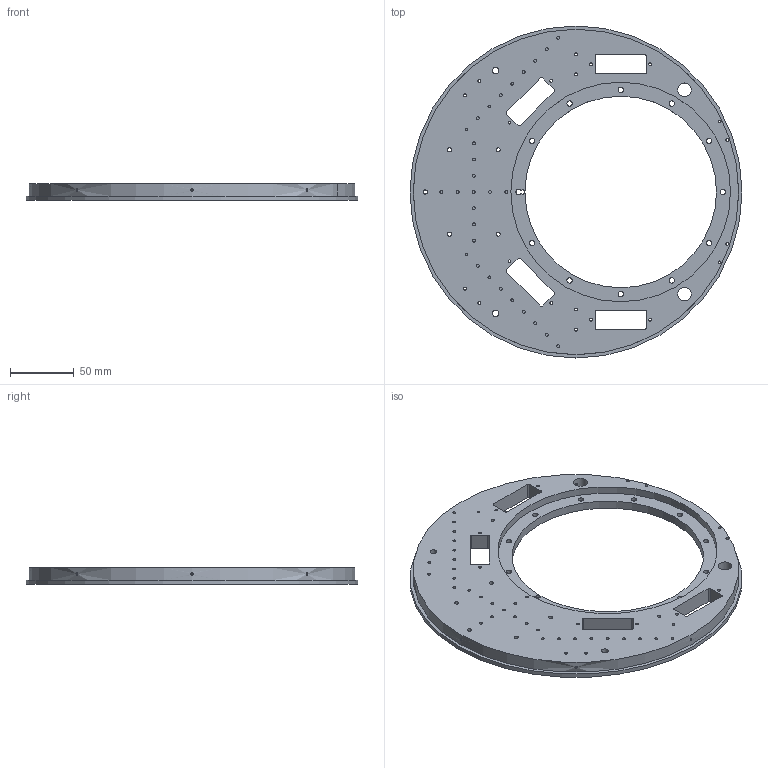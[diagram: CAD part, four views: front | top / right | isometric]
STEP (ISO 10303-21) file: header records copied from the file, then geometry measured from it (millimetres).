
FILE_DESCRIPTION(('Open CASCADE Model'),'2;1');
FILE_NAME('Open CASCADE Shape Model','2021-03-24T17:30:19',('Author'),( 'Open CASCADE'),'Open CASCADE STEP processor 7.5','Open CASCADE 7.5' ,'Unknown');
FILE_SCHEMA(('AUTOMOTIVE_DESIGN { 1 0 10303 214 1 1 1 1 }'));
Length unit declared in the file: millimetre
Products named in the file (1): Open CASCADE STEP translator 7.5 1
Bounding box: 260 x 260 x 12.7 mm (x, y, z)
Volume: 359515.5 mm3; surface area: 93893.8 mm2
Topology: 1 solids, 1 shells, 155 faces, 353 edges, 235 vertices
Faces by surface type: cylinder 99, plane 56
Full cylindrical faces by diameter (mm): 1.778 x8, 2.261 x49, 3.3 x5, 4.2 x11, 5.105 x2, 10.716 x2, 150 x1, 172 x1, 254.825 x1, 260 x1
Entity records: 10957 total; most frequent: CARTESIAN_POINT 3618, DIRECTION 1392, ORIENTED_EDGE 706, PCURVE 706, DEFINITIONAL_REPRESENTATION 706, LINE 631, VECTOR 631, EDGE_CURVE 353
